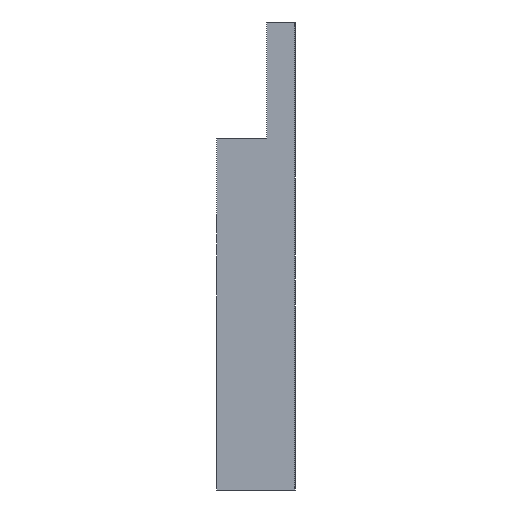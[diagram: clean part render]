
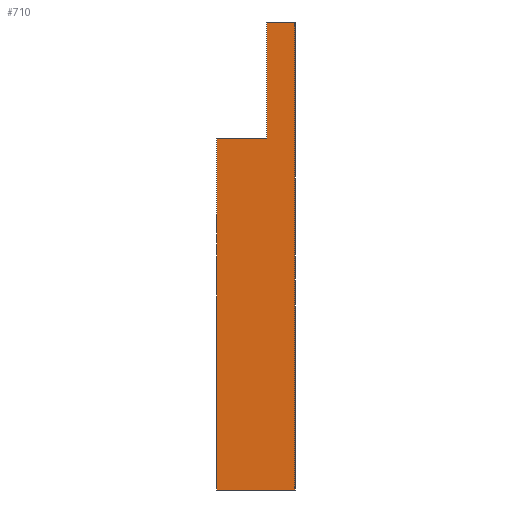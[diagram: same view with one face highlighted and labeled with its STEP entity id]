
A CAD part, left-side view. The second image highlights one B-rep face of the part: STEP entity #710.
In plain terms, the highlighted planar face has unit normal (-1, 0, 0).
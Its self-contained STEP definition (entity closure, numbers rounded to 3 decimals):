
#534=CARTESIAN_POINT('',(-12.0,-0.25,1.5));
#535=VERTEX_POINT('',#534);
#542=CARTESIAN_POINT('',(-12.0,-0.25,0.0));
#543=VERTEX_POINT('',#542);
#544=CARTESIAN_POINT('',(-12.0,-0.25,0.0));
#545=DIRECTION('',(0.0,0.0,1.0));
#546=VECTOR('',#545,1.5);
#547=LINE('',#544,#546);
#548=EDGE_CURVE('',#543,#535,#547,.T.);
#577=CARTESIAN_POINT('',(-12.0,-0.16,1.5));
#578=VERTEX_POINT('',#577);
#585=CARTESIAN_POINT('',(-12.0,-0.25,1.5));
#586=DIRECTION('',(0.0,1.0,0.0));
#587=VECTOR('',#586,0.09);
#588=LINE('',#585,#587);
#589=EDGE_CURVE('',#535,#578,#588,.T.);
#601=CARTESIAN_POINT('',(-12.0,-0.16,1.125));
#602=VERTEX_POINT('',#601);
#609=CARTESIAN_POINT('',(-12.0,-0.16,1.5));
#610=DIRECTION('',(0.0,0.0,-1.0));
#611=VECTOR('',#610,0.375);
#612=LINE('',#609,#611);
#613=EDGE_CURVE('',#578,#602,#612,.T.);
#625=CARTESIAN_POINT('',(-12.0,0.,1.125));
#626=VERTEX_POINT('',#625);
#633=CARTESIAN_POINT('',(-12.0,-0.16,1.125));
#634=DIRECTION('',(0.0,1.0,0.0));
#635=VECTOR('',#634,0.16);
#636=LINE('',#633,#635);
#637=EDGE_CURVE('',#602,#626,#636,.T.);
#649=CARTESIAN_POINT('',(-12.0,0.,0.0));
#650=VERTEX_POINT('',#649);
#657=CARTESIAN_POINT('',(-12.0,0.,1.125));
#658=DIRECTION('',(0.0,0.0,-1.0));
#659=VECTOR('',#658,1.125);
#660=LINE('',#657,#659);
#661=EDGE_CURVE('',#626,#650,#660,.T.);
#686=CARTESIAN_POINT('',(-12.0,0.,0.0));
#687=DIRECTION('',(0.0,-1.0,0.0));
#688=VECTOR('',#687,0.25);
#689=LINE('',#686,#688);
#690=EDGE_CURVE('',#650,#543,#689,.T.);
#697=CARTESIAN_POINT('',(-12.0,-0.137,0.875));
#698=DIRECTION('',(1.0,0.0,0.0));
#699=DIRECTION('',(0.0,0.0,1.0));
#700=AXIS2_PLACEMENT_3D('',#697,#698,#699);
#701=PLANE('',#700);
#702=ORIENTED_EDGE('',*,*,#690,.T.);
#703=ORIENTED_EDGE('',*,*,#548,.T.);
#704=ORIENTED_EDGE('',*,*,#589,.T.);
#705=ORIENTED_EDGE('',*,*,#613,.T.);
#706=ORIENTED_EDGE('',*,*,#637,.T.);
#707=ORIENTED_EDGE('',*,*,#661,.T.);
#708=EDGE_LOOP('',(#702,#703,#704,#705,#706,#707));
#709=FACE_OUTER_BOUND('',#708,.T.);
#710=ADVANCED_FACE('',(#709),#701,.F.);
